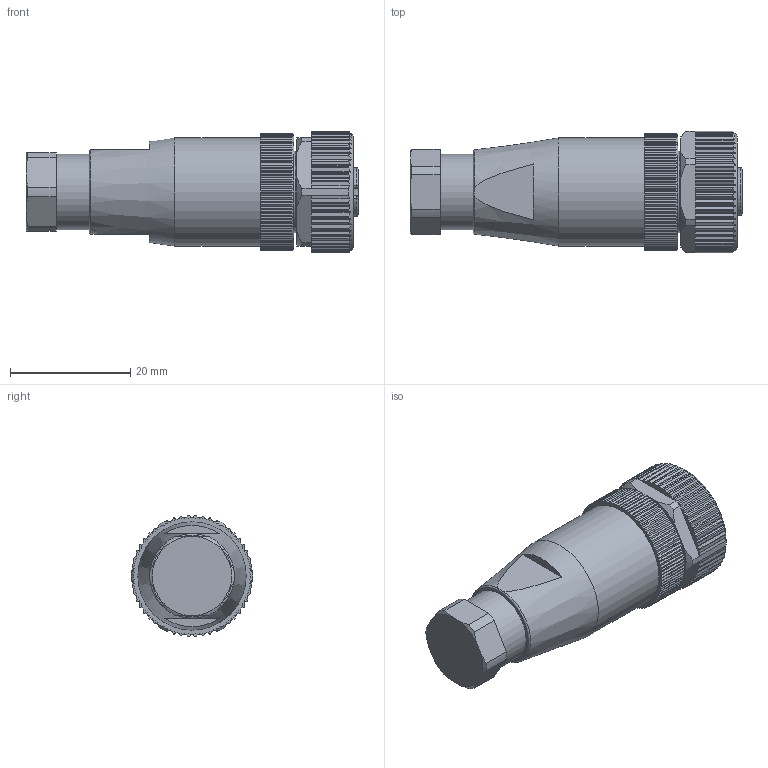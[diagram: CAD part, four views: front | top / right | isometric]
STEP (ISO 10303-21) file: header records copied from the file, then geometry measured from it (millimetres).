
FILE_DESCRIPTION(/* description */ (''),/* implementation_level */ '2;1');
FILE_NAME(/* name */ '99_0536_XXX_05_001_00.stp',/* time_stamp */ '2012-04-19T11:21:38+02:00',/* author */ (''),/* organization */ (''),/* preprocessor_version */ 'ST-DEVELOPER v11',/* originating_system */ 'SIEMENS UGS NX 6.0',/* authorisation */ '');
FILE_SCHEMA (('CONFIG_CONTROL_DESIGN'));
Length unit declared in the file: millimetre
Products named in the file (1): kbor5F1Cps1r
Bounding box: 55.2 x 20.2 x 20.16 mm (x, y, z)
Volume: 12024.5 mm3; surface area: 4446.6 mm2
Topology: 1 solids, 1 shells, 617 faces, 1782 edges, 1177 vertices
Faces by surface type: plane 356, cylinder 232, cone 22, torus 5, sphere 2
Full cylindrical faces by diameter (mm): 1.2 x5, 8.1 x1, 10.917 x1, 12.5 x1, 13.5 x1, 18 x1
Entity records: 21706 total; most frequent: CARTESIAN_POINT 6013, ORIENTED_EDGE 3500, DIRECTION 2962, EDGE_CURVE 1750, VERTEX_POINT 1169, AXIS2_PLACEMENT_3D 1026, LINE 910, VECTOR 910
